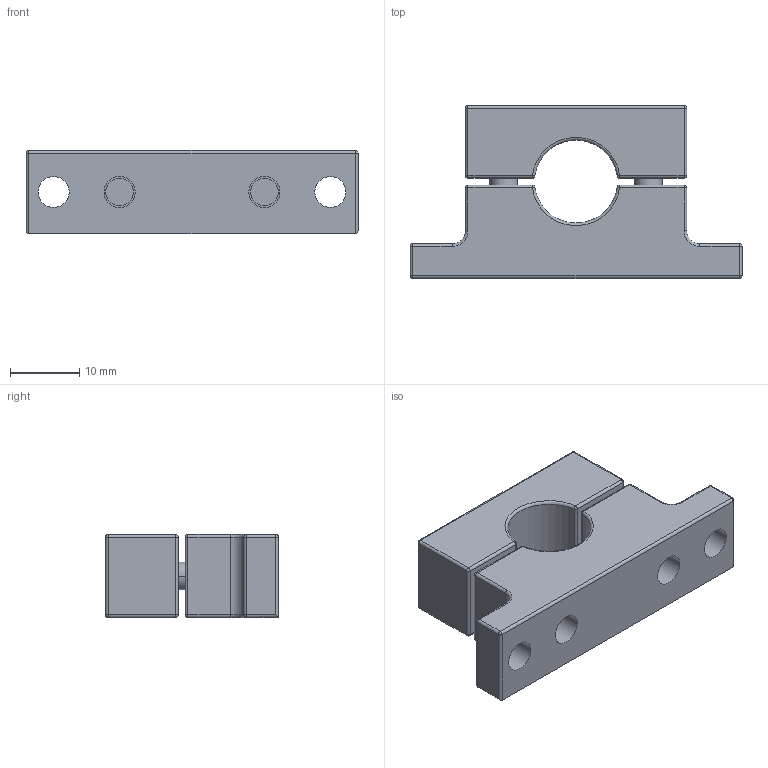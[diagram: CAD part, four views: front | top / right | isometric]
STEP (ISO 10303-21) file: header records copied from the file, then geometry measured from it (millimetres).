
FILE_DESCRIPTION (( 'STEP AP203' ), '1' );
FILE_NAME ('Easy-Access Base-Mounted Shaft Support.STEP', '2021-08-14T05:55:53', ( '' ), ( '' ), 'SwSTEP 2.0', 'SolidWorks 2017', '' );
FILE_SCHEMA (( 'CONFIG_CONTROL_DESIGN' ));
Length unit declared in the file: millimetre
Products named in the file (1): Easy-Access Base-Mounted Shaft Support
Bounding box: 48 x 25 x 12 mm (x, y, z)
Volume: 8545.1 mm3; surface area: 5605.6 mm2
Topology: 4 solids, 4 shells, 166 faces, 381 edges, 203 vertices
Faces by surface type: cylinder 73, plane 42, sphere 26, torus 19, cone 4, bspline 2
Entity records: 4692 total; most frequent: CARTESIAN_POINT 907, DIRECTION 867, ORIENTED_EDGE 710, AXIS2_PLACEMENT_3D 355, EDGE_CURVE 355, VERTEX_POINT 203, CIRCLE 190, EDGE_LOOP 184
